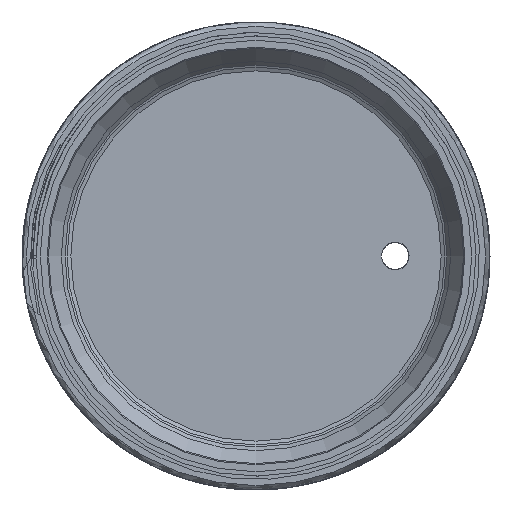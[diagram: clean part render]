
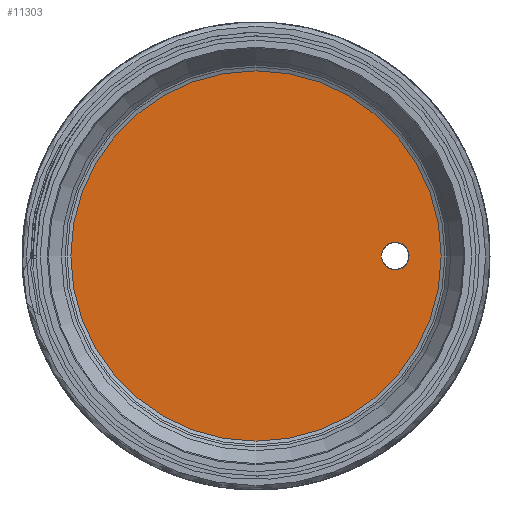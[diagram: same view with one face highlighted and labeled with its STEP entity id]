
A CAD part, front view. The second image highlights one B-rep face of the part: STEP entity #11303.
In plain terms, the highlighted planar face has unit normal (0, -1, 0).
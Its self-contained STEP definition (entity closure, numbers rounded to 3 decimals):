
#11221=CARTESIAN_POINT('',(-22.,22.,0.));
#11222=VERTEX_POINT('',#11221);
#11223=CARTESIAN_POINT('',(-20.,22.,0.0));
#11224=DIRECTION('',(0.0,1.0,0.0));
#11225=DIRECTION('',(1.0,0.0,0.0));
#11226=AXIS2_PLACEMENT_3D('',#11223,#11224,#11225);
#11227=CIRCLE('',#11226,2.0);
#11228=EDGE_CURVE('',#11222,#11222,#11227,.T.);
#11260=CARTESIAN_POINT('',(26.61,22.,0.));
#11261=VERTEX_POINT('',#11260);
#11262=CARTESIAN_POINT('',(0.,22.0,0.0));
#11263=DIRECTION('',(0.0,1.0,0.0));
#11264=DIRECTION('',(-1.0,0.0,0.0));
#11265=AXIS2_PLACEMENT_3D('',#11262,#11263,#11264);
#11266=CIRCLE('',#11265,26.61);
#11267=EDGE_CURVE('',#11261,#11261,#11266,.T.);
#11292=CARTESIAN_POINT('',(13.573,22.,0.0));
#11293=DIRECTION('',(0.0,-1.0,0.0));
#11294=DIRECTION('',(0.0,0.0,-1.0));
#11295=AXIS2_PLACEMENT_3D('',#11292,#11293,#11294);
#11296=PLANE('',#11295);
#11297=ORIENTED_EDGE('',*,*,#11267,.F.);
#11298=EDGE_LOOP('',(#11297));
#11299=FACE_OUTER_BOUND('',#11298,.T.);
#11300=ORIENTED_EDGE('',*,*,#11228,.T.);
#11301=EDGE_LOOP('',(#11300));
#11302=FACE_BOUND('',#11301,.T.);
#11303=ADVANCED_FACE('',(#11299,#11302),#11296,.T.);
